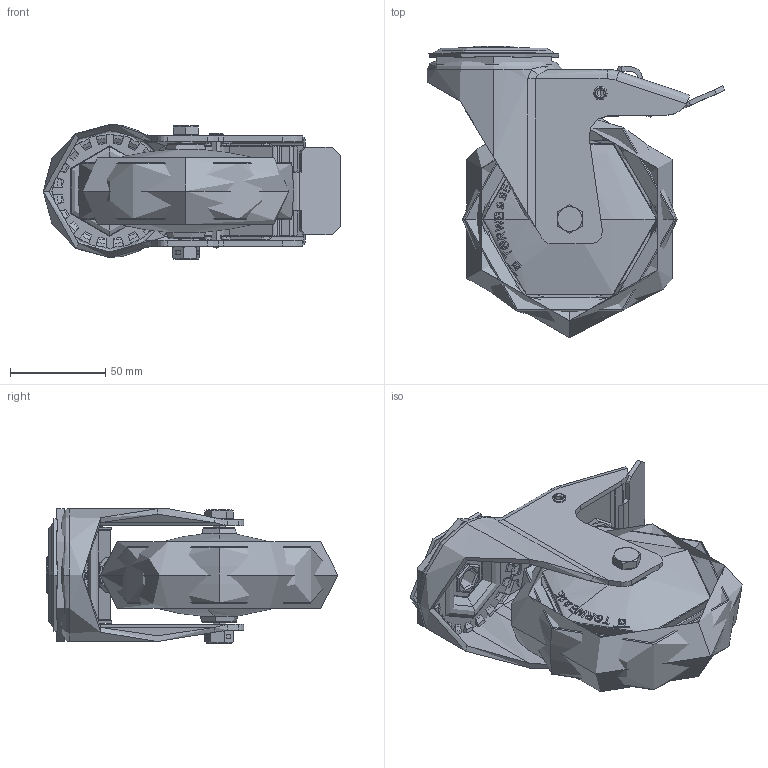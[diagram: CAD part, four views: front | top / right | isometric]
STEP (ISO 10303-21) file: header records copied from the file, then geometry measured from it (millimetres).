
FILE_DESCRIPTION (( 'STEP AP214' ), '1' );
FILE_NAME ('0055750.step', '2023-09-29T09:20:19', ( '' ), ( '' ), 'SwSTEP 2.0', 'SolidWorks 2020', '' );
FILE_SCHEMA (( 'AUTOMOTIVE_DESIGN' ));
Length unit declared in the file: millimetre
Products named in the file (1): 0055750
Bounding box: 156.48 x 153.5 x 71 mm (x, y, z)
Surface area: 180261.5 mm2 (no closed solid volume)
Topology: 0 solids, 20 shells, 962 faces, 2606 edges, 1692 vertices
Faces by surface type: bspline 268, torus 202, plane 182, cylinder 174, cone 120, sphere 16
Entity records: 54157 total; most frequent: CARTESIAN_POINT 21695, ORIENTED_EDGE 4779, DIRECTION 3813, EDGE_CURVE 2608, VERTEX_POINT 1694, AXIS2_PLACEMENT_3D 1572, EDGE_LOOP 1045, B_SPLINE_CURVE_WITH_KNOTS 1036
